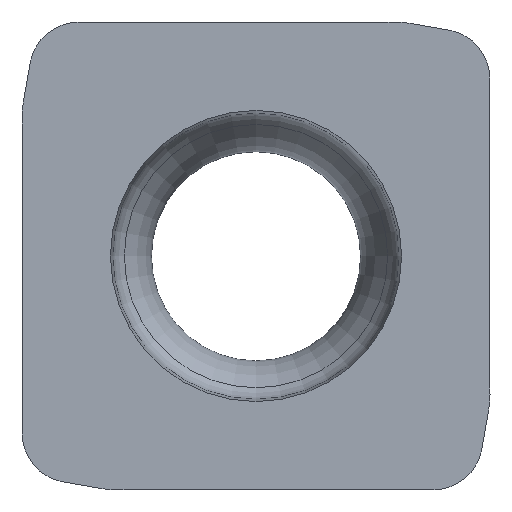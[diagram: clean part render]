
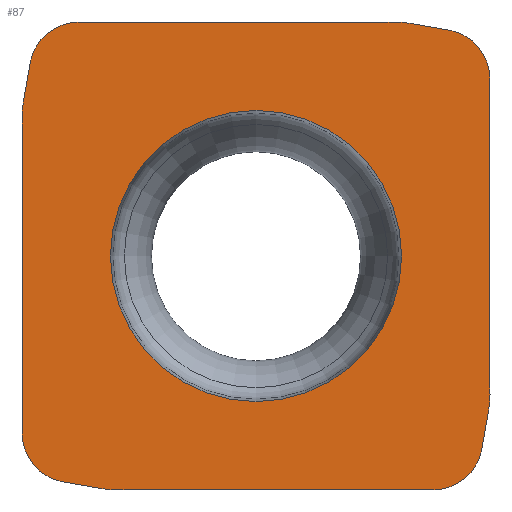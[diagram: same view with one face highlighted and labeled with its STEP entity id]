
A CAD part, top view. The second image highlights one B-rep face of the part: STEP entity #87.
In plain terms, the highlighted planar face has unit normal (0, 0, 1).
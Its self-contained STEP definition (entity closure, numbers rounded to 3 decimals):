
#87=ADVANCED_FACE('',(#143,#144),#125,.F.);
#125=PLANE('',#727);
#143=FACE_BOUND('',#155,.T.);
#144=FACE_BOUND('',#156,.T.);
#155=EDGE_LOOP('',(#311,#312,#313,#314,#315,#316,#317,#318,#319,#320,#321,
#322,#323,#324,#325,#326));
#156=EDGE_LOOP('',(#327));
#199=LINE('',#1068,#255);
#200=LINE('',#1072,#256);
#201=LINE('',#1076,#257);
#202=LINE('',#1080,#258);
#203=LINE('',#1084,#259);
#204=LINE('',#1088,#260);
#205=LINE('',#1092,#261);
#206=LINE('',#1096,#262);
#255=VECTOR('',#793,1.);
#256=VECTOR('',#796,1.);
#257=VECTOR('',#799,1.);
#258=VECTOR('',#802,1.);
#259=VECTOR('',#805,1.);
#260=VECTOR('',#808,1.);
#261=VECTOR('',#811,1.);
#262=VECTOR('',#814,1.);
#311=ORIENTED_EDGE('',*,*,#558,.F.);
#312=ORIENTED_EDGE('',*,*,#559,.F.);
#313=ORIENTED_EDGE('',*,*,#560,.F.);
#314=ORIENTED_EDGE('',*,*,#561,.F.);
#315=ORIENTED_EDGE('',*,*,#562,.F.);
#316=ORIENTED_EDGE('',*,*,#563,.F.);
#317=ORIENTED_EDGE('',*,*,#564,.F.);
#318=ORIENTED_EDGE('',*,*,#565,.F.);
#319=ORIENTED_EDGE('',*,*,#566,.F.);
#320=ORIENTED_EDGE('',*,*,#567,.F.);
#321=ORIENTED_EDGE('',*,*,#568,.F.);
#322=ORIENTED_EDGE('',*,*,#569,.F.);
#323=ORIENTED_EDGE('',*,*,#570,.F.);
#324=ORIENTED_EDGE('',*,*,#571,.F.);
#325=ORIENTED_EDGE('',*,*,#572,.F.);
#326=ORIENTED_EDGE('',*,*,#573,.F.);
#327=ORIENTED_EDGE('',*,*,#574,.F.);
#497=VERTEX_POINT('',#1066);
#498=VERTEX_POINT('',#1067);
#499=VERTEX_POINT('',#1069);
#500=VERTEX_POINT('',#1071);
#501=VERTEX_POINT('',#1073);
#502=VERTEX_POINT('',#1075);
#503=VERTEX_POINT('',#1077);
#504=VERTEX_POINT('',#1079);
#505=VERTEX_POINT('',#1081);
#506=VERTEX_POINT('',#1083);
#507=VERTEX_POINT('',#1085);
#508=VERTEX_POINT('',#1087);
#509=VERTEX_POINT('',#1089);
#510=VERTEX_POINT('',#1091);
#511=VERTEX_POINT('',#1093);
#512=VERTEX_POINT('',#1095);
#513=VERTEX_POINT('',#1098);
#558=EDGE_CURVE('',#497,#498,#651,.T.);
#559=EDGE_CURVE('',#499,#497,#199,.T.);
#560=EDGE_CURVE('',#500,#499,#652,.T.);
#561=EDGE_CURVE('',#501,#500,#200,.T.);
#562=EDGE_CURVE('',#502,#501,#653,.T.);
#563=EDGE_CURVE('',#503,#502,#201,.T.);
#564=EDGE_CURVE('',#504,#503,#654,.T.);
#565=EDGE_CURVE('',#505,#504,#202,.T.);
#566=EDGE_CURVE('',#506,#505,#655,.T.);
#567=EDGE_CURVE('',#507,#506,#203,.T.);
#568=EDGE_CURVE('',#508,#507,#656,.T.);
#569=EDGE_CURVE('',#509,#508,#204,.T.);
#570=EDGE_CURVE('',#510,#509,#657,.T.);
#571=EDGE_CURVE('',#511,#510,#205,.T.);
#572=EDGE_CURVE('',#512,#511,#658,.T.);
#573=EDGE_CURVE('',#498,#512,#206,.T.);
#574=EDGE_CURVE('',#513,#513,#659,.T.);
#651=CIRCLE('',#718,1.);
#652=CIRCLE('',#719,2.);
#653=CIRCLE('',#720,1.);
#654=CIRCLE('',#721,2.);
#655=CIRCLE('',#722,1.);
#656=CIRCLE('',#723,2.);
#657=CIRCLE('',#724,1.);
#658=CIRCLE('',#725,2.);
#659=CIRCLE('',#726,2.923);
#718=AXIS2_PLACEMENT_3D('',#1065,#791,#792);
#719=AXIS2_PLACEMENT_3D('',#1070,#794,#795);
#720=AXIS2_PLACEMENT_3D('',#1074,#797,#798);
#721=AXIS2_PLACEMENT_3D('',#1078,#800,#801);
#722=AXIS2_PLACEMENT_3D('',#1082,#803,#804);
#723=AXIS2_PLACEMENT_3D('',#1086,#806,#807);
#724=AXIS2_PLACEMENT_3D('',#1090,#809,#810);
#725=AXIS2_PLACEMENT_3D('',#1094,#812,#813);
#726=AXIS2_PLACEMENT_3D('',#1097,#815,#816);
#727=AXIS2_PLACEMENT_3D('',#1099,#817,#818);
#791=DIRECTION('',(0.,0.,-1.));
#792=DIRECTION('',(0.,1.,0.));
#793=DIRECTION('',(0.985,-0.173,0.));
#794=DIRECTION('',(0.,0.,-1.));
#795=DIRECTION('',(1.,0.,0.));
#796=DIRECTION('',(1.,0.,0.));
#797=DIRECTION('',(0.,0.,-1.));
#798=DIRECTION('',(0.,1.,0.));
#799=DIRECTION('',(0.173,0.985,0.));
#800=DIRECTION('',(0.,0.,-1.));
#801=DIRECTION('',(0.,1.,0.));
#802=DIRECTION('',(0.,1.,0.));
#803=DIRECTION('',(0.,0.,-1.));
#804=DIRECTION('',(0.,1.,0.));
#805=DIRECTION('',(-0.985,0.173,0.));
#806=DIRECTION('',(0.,0.,-1.));
#807=DIRECTION('',(-1.,0.,0.));
#808=DIRECTION('',(-1.,0.,0.));
#809=DIRECTION('',(0.,0.,-1.));
#810=DIRECTION('',(0.,1.,0.));
#811=DIRECTION('',(-0.173,-0.985,0.));
#812=DIRECTION('',(0.,0.,-1.));
#813=DIRECTION('',(0.,-1.,0.));
#814=DIRECTION('',(0.,-1.,0.));
#815=DIRECTION('',(0.,0.,1.));
#816=DIRECTION('',(0.,1.,0.));
#817=DIRECTION('',(0.,0.,-1.));
#818=DIRECTION('',(0.,1.,0.));
#1065=CARTESIAN_POINT('',(3.7,3.552,0.));
#1066=CARTESIAN_POINT('',(3.873,4.537,0.));
#1067=CARTESIAN_POINT('',(4.7,3.552,0.));
#1068=CARTESIAN_POINT('',(3.118,4.67,0.));
#1069=CARTESIAN_POINT('',(3.118,4.67,0.));
#1070=CARTESIAN_POINT('',(2.772,2.7,0.));
#1071=CARTESIAN_POINT('',(2.772,4.7,0.));
#1072=CARTESIAN_POINT('',(-3.552,4.7,0.));
#1073=CARTESIAN_POINT('',(-3.552,4.7,0.));
#1074=CARTESIAN_POINT('',(-3.552,3.7,0.));
#1075=CARTESIAN_POINT('',(-4.537,3.873,0.));
#1076=CARTESIAN_POINT('',(-4.67,3.118,0.));
#1077=CARTESIAN_POINT('',(-4.67,3.118,0.));
#1078=CARTESIAN_POINT('',(-2.7,2.772,0.));
#1079=CARTESIAN_POINT('',(-4.7,2.772,0.));
#1080=CARTESIAN_POINT('',(-4.7,-3.552,0.));
#1081=CARTESIAN_POINT('',(-4.7,-3.552,0.));
#1082=CARTESIAN_POINT('',(-3.7,-3.552,0.));
#1083=CARTESIAN_POINT('',(-3.873,-4.537,0.));
#1084=CARTESIAN_POINT('',(-3.118,-4.67,0.));
#1085=CARTESIAN_POINT('',(-3.118,-4.67,0.));
#1086=CARTESIAN_POINT('',(-2.772,-2.7,0.));
#1087=CARTESIAN_POINT('',(-2.772,-4.7,0.));
#1088=CARTESIAN_POINT('',(3.552,-4.7,0.));
#1089=CARTESIAN_POINT('',(3.552,-4.7,0.));
#1090=CARTESIAN_POINT('',(3.552,-3.7,0.));
#1091=CARTESIAN_POINT('',(4.537,-3.873,0.));
#1092=CARTESIAN_POINT('',(4.67,-3.118,0.));
#1093=CARTESIAN_POINT('',(4.67,-3.118,0.));
#1094=CARTESIAN_POINT('',(2.7,-2.772,0.));
#1095=CARTESIAN_POINT('',(4.7,-2.772,0.));
#1096=CARTESIAN_POINT('',(4.7,3.552,0.));
#1097=CARTESIAN_POINT('',(0.,0.,0.));
#1098=CARTESIAN_POINT('',(0.,2.923,0.));
#1099=CARTESIAN_POINT('',(9.7,-9.7,0.));
